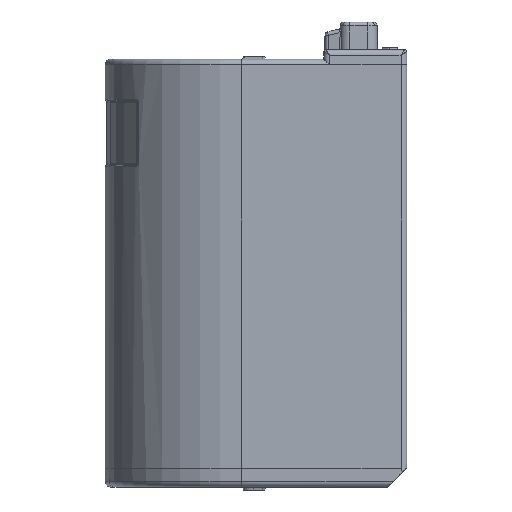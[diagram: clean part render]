
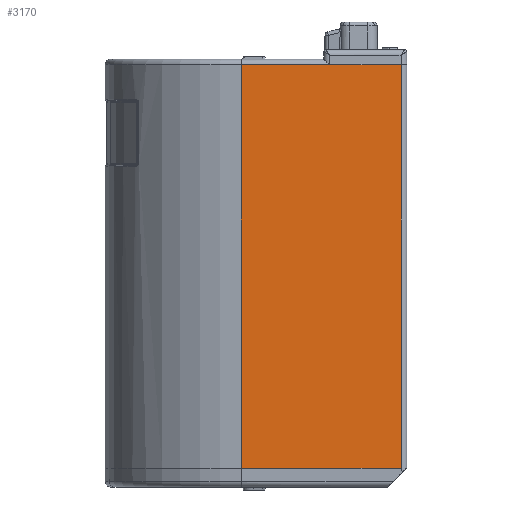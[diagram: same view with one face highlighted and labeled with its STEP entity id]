
A CAD part, left-side view. The second image highlights one B-rep face of the part: STEP entity #3170.
In plain terms, the highlighted planar face has unit normal (-1, 0, 0).
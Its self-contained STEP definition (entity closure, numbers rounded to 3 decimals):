
#828 = CARTESIAN_POINT ( 'NONE',  ( -75., -77., 82. ) ) ;
#836 = CARTESIAN_POINT ( 'NONE',  ( -75., 6.609, 82. ) ) ;
#1430 = CARTESIAN_POINT ( 'NONE',  ( -75., 6.609, -129. ) ) ;
#1442 = CARTESIAN_POINT ( 'NONE',  ( -75., -77., -129. ) ) ;
#2880 = FACE_OUTER_BOUND ( 'NONE', #7856, .T. ) ;
#3170 = ADVANCED_FACE ( 'NONE', ( #2880 ), #10615, .F. ) ;
#3419 = AXIS2_PLACEMENT_3D ( 'NONE', #10632, #10626, #10650 ) ;
#3963 = EDGE_CURVE ( 'NONE', #10951, #10921, #5816, .T. ) ;
#3988 = EDGE_CURVE ( 'NONE', #11523, #10921, #5851, .T. ) ;
#4013 = EDGE_CURVE ( 'NONE', #11530, #10951, #5848, .T. ) ;
#4478 = LINE ( 'NONE', #8768, #4482 ) ;
#4482 = VECTOR ( 'NONE', #8758, 1000. ) ;
#5793 = VECTOR ( 'NONE', #17620, 1000. ) ;
#5816 = LINE ( 'NONE', #17627, #5793 ) ;
#5848 = LINE ( 'NONE', #17772, #5849 ) ;
#5849 = VECTOR ( 'NONE', #17776, 1000. ) ;
#5851 = LINE ( 'NONE', #17670, #5855 ) ;
#5855 = VECTOR ( 'NONE', #17677, 1000. ) ;
#7076 = ORIENTED_EDGE ( 'NONE', *, *, #3988, .T. ) ;
#7079 = ORIENTED_EDGE ( 'NONE', *, *, #4013, .F. ) ;
#7139 = ORIENTED_EDGE ( 'NONE', *, *, #3963, .F. ) ;
#7147 = ORIENTED_EDGE ( 'NONE', *, *, #12735, .F. ) ;
#7856 = EDGE_LOOP ( 'NONE', ( #7079, #7147, #7076, #7139 ) ) ;
#8758 = DIRECTION ( 'NONE',  ( 0., 1., 0. ) ) ;
#8768 = CARTESIAN_POINT ( 'NONE',  ( -75., 78., -129. ) ) ;
#10615 = PLANE ( 'NONE',  #3419 ) ;
#10626 = DIRECTION ( 'NONE',  ( 1., 0., 0. ) ) ;
#10632 = CARTESIAN_POINT ( 'NONE',  ( -75., 78., 85. ) ) ;
#10650 = DIRECTION ( 'NONE',  ( 0., 1., 0. ) ) ;
#10921 = VERTEX_POINT ( 'NONE', #828 ) ;
#10951 = VERTEX_POINT ( 'NONE', #836 ) ;
#11523 = VERTEX_POINT ( 'NONE', #1442 ) ;
#11530 = VERTEX_POINT ( 'NONE', #1430 ) ;
#12735 = EDGE_CURVE ( 'NONE', #11523, #11530, #4478, .T. ) ;
#17620 = DIRECTION ( 'NONE',  ( 0., -1., 0. ) ) ;
#17627 = CARTESIAN_POINT ( 'NONE',  ( -75., 78., 82. ) ) ;
#17670 = CARTESIAN_POINT ( 'NONE',  ( -75., -77., 85. ) ) ;
#17677 = DIRECTION ( 'NONE',  ( 0., 0., 1. ) ) ;
#17772 = CARTESIAN_POINT ( 'NONE',  ( -75., 6.609, -152. ) ) ;
#17776 = DIRECTION ( 'NONE',  ( 0., 0., 1. ) ) ;
